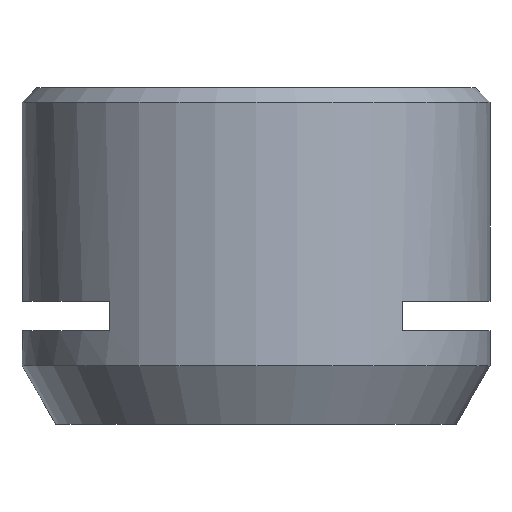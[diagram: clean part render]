
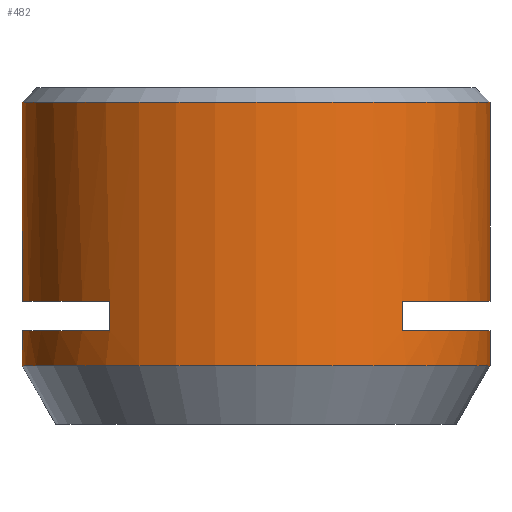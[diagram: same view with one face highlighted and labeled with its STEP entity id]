
A CAD part, front view. The second image highlights one B-rep face of the part: STEP entity #482.
In plain terms, the highlighted cylindrical face has radius 8 mm (diameter 16 mm), a full revolution.
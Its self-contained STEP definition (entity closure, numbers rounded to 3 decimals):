
#21=LINE('',#682,#37);
#22=LINE('',#686,#38);
#23=LINE('',#690,#39);
#24=LINE('',#694,#40);
#37=VECTOR('',#583,1000.);
#38=VECTOR('',#586,1000.);
#39=VECTOR('',#589,1000.);
#40=VECTOR('',#592,1000.);
#82=ORIENTED_EDGE('',*,*,#154,.F.);
#83=ORIENTED_EDGE('',*,*,#155,.F.);
#84=ORIENTED_EDGE('',*,*,#156,.T.);
#85=ORIENTED_EDGE('',*,*,#157,.F.);
#86=ORIENTED_EDGE('',*,*,#158,.F.);
#87=ORIENTED_EDGE('',*,*,#159,.F.);
#88=ORIENTED_EDGE('',*,*,#160,.F.);
#89=ORIENTED_EDGE('',*,*,#161,.F.);
#90=ORIENTED_EDGE('',*,*,#162,.T.);
#91=ORIENTED_EDGE('',*,*,#153,.T.);
#153=EDGE_CURVE('',#191,#191,#221,.T.);
#154=EDGE_CURVE('',#192,#192,#222,.T.);
#155=EDGE_CURVE('',#193,#194,#223,.T.);
#156=EDGE_CURVE('',#193,#195,#21,.T.);
#157=EDGE_CURVE('',#196,#195,#224,.T.);
#158=EDGE_CURVE('',#194,#196,#22,.T.);
#159=EDGE_CURVE('',#197,#198,#225,.T.);
#160=EDGE_CURVE('',#199,#197,#23,.T.);
#161=EDGE_CURVE('',#200,#199,#226,.T.);
#162=EDGE_CURVE('',#200,#198,#24,.T.);
#191=VERTEX_POINT('',#675);
#192=VERTEX_POINT('',#678);
#193=VERTEX_POINT('',#680);
#194=VERTEX_POINT('',#681);
#195=VERTEX_POINT('',#683);
#196=VERTEX_POINT('',#685);
#197=VERTEX_POINT('',#688);
#198=VERTEX_POINT('',#689);
#199=VERTEX_POINT('',#691);
#200=VERTEX_POINT('',#693);
#221=CIRCLE('',#516,8.);
#222=CIRCLE('',#518,8.);
#223=CIRCLE('',#519,8.);
#224=CIRCLE('',#520,8.);
#225=CIRCLE('',#521,8.);
#226=CIRCLE('',#522,8.);
#248=EDGE_LOOP('',(#82));
#249=EDGE_LOOP('',(#83,#84,#85,#86));
#250=EDGE_LOOP('',(#87,#88,#89,#90));
#251=EDGE_LOOP('',(#91));
#288=FACE_BOUND('',#248,.T.);
#289=FACE_BOUND('',#249,.T.);
#290=FACE_BOUND('',#250,.T.);
#291=FACE_BOUND('',#251,.T.);
#318=CYLINDRICAL_SURFACE('',#517,8.);
#482=ADVANCED_FACE('',(#288,#289,#290,#291),#318,.T.);
#516=AXIS2_PLACEMENT_3D('',#674,#575,#576);
#517=AXIS2_PLACEMENT_3D('',#676,#577,#578);
#518=AXIS2_PLACEMENT_3D('',#677,#579,#580);
#519=AXIS2_PLACEMENT_3D('',#679,#581,#582);
#520=AXIS2_PLACEMENT_3D('',#684,#584,#585);
#521=AXIS2_PLACEMENT_3D('',#687,#587,#588);
#522=AXIS2_PLACEMENT_3D('',#692,#590,#591);
#575=DIRECTION('',(0.,0.,1.));
#576=DIRECTION('',(1.,0.,0.));
#577=DIRECTION('',(0.,0.,-1.));
#578=DIRECTION('',(1.,0.,0.));
#579=DIRECTION('',(0.,0.,1.));
#580=DIRECTION('',(1.,0.,0.));
#581=DIRECTION('',(0.,0.,1.));
#582=DIRECTION('',(1.,0.,0.));
#583=DIRECTION('',(0.,0.,1.));
#584=DIRECTION('',(0.,0.,-1.));
#585=DIRECTION('',(-1.,0.,0.));
#586=DIRECTION('',(0.,0.,1.));
#587=DIRECTION('',(0.,0.,-1.));
#588=DIRECTION('',(-1.,0.,0.));
#589=DIRECTION('',(0.,0.,1.));
#590=DIRECTION('',(0.,0.,1.));
#591=DIRECTION('',(1.,0.,0.));
#592=DIRECTION('',(0.,0.,1.));
#674=CARTESIAN_POINT('',(0.,0.,2.));
#675=CARTESIAN_POINT('',(8.,0.,2.));
#676=CARTESIAN_POINT('',(0.,0.,60.));
#677=CARTESIAN_POINT('',(0.,0.,11.));
#678=CARTESIAN_POINT('',(8.,0.,11.));
#679=CARTESIAN_POINT('',(0.,0.,3.2));
#680=CARTESIAN_POINT('',(-5.,6.245,3.2));
#681=CARTESIAN_POINT('',(-5.,-6.245,3.2));
#682=CARTESIAN_POINT('',(-5.,6.245,60.));
#683=CARTESIAN_POINT('',(-5.,6.245,4.2));
#684=CARTESIAN_POINT('',(0.,0.,4.2));
#685=CARTESIAN_POINT('',(-5.,-6.245,4.2));
#686=CARTESIAN_POINT('',(-5.,-6.245,60.));
#687=CARTESIAN_POINT('',(0.,0.,4.2));
#688=CARTESIAN_POINT('',(5.,6.245,4.2));
#689=CARTESIAN_POINT('',(5.,-6.245,4.2));
#690=CARTESIAN_POINT('',(5.,6.245,60.));
#691=CARTESIAN_POINT('',(5.,6.245,3.2));
#692=CARTESIAN_POINT('',(0.,0.,3.2));
#693=CARTESIAN_POINT('',(5.,-6.245,3.2));
#694=CARTESIAN_POINT('',(5.,-6.245,60.));
